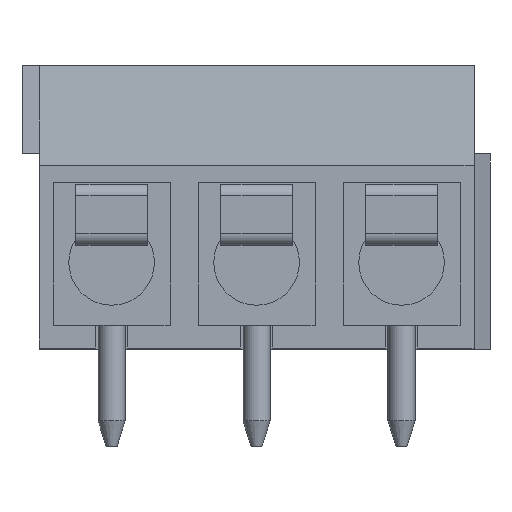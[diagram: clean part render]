
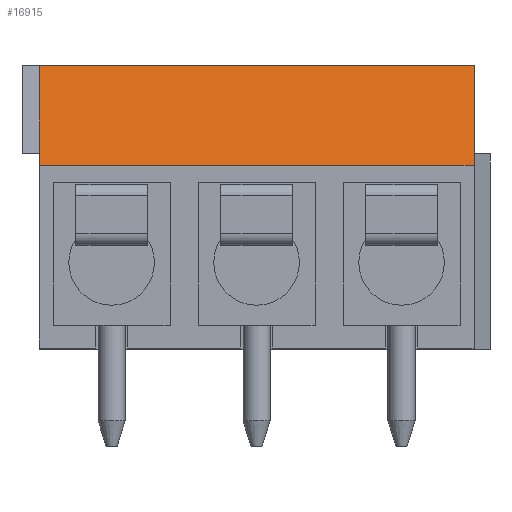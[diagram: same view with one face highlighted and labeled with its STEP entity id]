
A CAD part, front view. The second image highlights one B-rep face of the part: STEP entity #16915.
In plain terms, the highlighted planar face has unit normal (0, -0.979, 0.206).
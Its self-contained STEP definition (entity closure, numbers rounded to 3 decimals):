
#948 = PLANE('',#949);
#949 = AXIS2_PLACEMENT_3D('',#950,#951,#952);
#950 = CARTESIAN_POINT('',(-7.62,-2.564,9.95));
#951 = DIRECTION('',(0.,0.,1.));
#952 = DIRECTION('',(0.,-1.,0.));
#11659 = PLANE('',#11660);
#11660 = AXIS2_PLACEMENT_3D('',#11661,#11662,#11663);
#11661 = CARTESIAN_POINT('',(-7.62,-3.3,0.05));
#11662 = DIRECTION('',(0.,-1.,0.));
#11663 = DIRECTION('',(0.,0.,-1.));
#12597 = VERTEX_POINT('',#12598);
#12598 = CARTESIAN_POINT('',(7.62,-3.3,6.45));
#12612 = PLANE('',#12613);
#12613 = AXIS2_PLACEMENT_3D('',#12614,#12615,#12616);
#12614 = CARTESIAN_POINT('',(7.62,0.382,4.679));
#12615 = DIRECTION('',(1.,0.,0.));
#12616 = DIRECTION('',(0.,1.,0.));
#12624 = EDGE_CURVE('',#12625,#12597,#12627,.T.);
#12625 = VERTEX_POINT('',#12626);
#12626 = CARTESIAN_POINT('',(-7.62,-3.3,6.45));
#12627 = SURFACE_CURVE('',#12628,(#12632,#12639),.PCURVE_S1.);
#12628 = LINE('',#12629,#12630);
#12629 = CARTESIAN_POINT('',(-7.62,-3.3,6.45));
#12630 = VECTOR('',#12631,1.);
#12631 = DIRECTION('',(1.,0.,0.));
#12632 = PCURVE('',#11659,#12633);
#12633 = DEFINITIONAL_REPRESENTATION('',(#12634),#12638);
#12634 = LINE('',#12635,#12636);
#12635 = CARTESIAN_POINT('',(-6.4,0.));
#12636 = VECTOR('',#12637,1.);
#12637 = DIRECTION('',(0.,1.));
#12638 = ( GEOMETRIC_REPRESENTATION_CONTEXT(2) 
PARAMETRIC_REPRESENTATION_CONTEXT() REPRESENTATION_CONTEXT('2D SPACE',''
  ) );
#12639 = PCURVE('',#12640,#12645);
#12640 = PLANE('',#12641);
#12641 = AXIS2_PLACEMENT_3D('',#12642,#12643,#12644);
#12642 = CARTESIAN_POINT('',(-7.62,-3.3,6.45));
#12643 = DIRECTION('',(0.,-0.979,0.206)
  );
#12644 = DIRECTION('',(0.,-0.206,-0.979
    ));
#12645 = DEFINITIONAL_REPRESENTATION('',(#12646),#12650);
#12646 = LINE('',#12647,#12648);
#12647 = CARTESIAN_POINT('',(0.,0.));
#12648 = VECTOR('',#12649,1.);
#12649 = DIRECTION('',(0.,1.));
#12650 = ( GEOMETRIC_REPRESENTATION_CONTEXT(2) 
PARAMETRIC_REPRESENTATION_CONTEXT() REPRESENTATION_CONTEXT('2D SPACE',''
  ) );
#12668 = PLANE('',#12669);
#12669 = AXIS2_PLACEMENT_3D('',#12670,#12671,#12672);
#12670 = CARTESIAN_POINT('',(-7.62,0.382,4.679));
#12671 = DIRECTION('',(1.,0.,0.));
#12672 = DIRECTION('',(0.,1.,0.));
#15888 = VERTEX_POINT('',#15889);
#15889 = CARTESIAN_POINT('',(-7.62,-2.564,9.95));
#15910 = EDGE_CURVE('',#15888,#15911,#15913,.T.);
#15911 = VERTEX_POINT('',#15912);
#15912 = CARTESIAN_POINT('',(7.62,-2.564,9.95));
#15913 = SURFACE_CURVE('',#15914,(#15918,#15925),.PCURVE_S1.);
#15914 = LINE('',#15915,#15916);
#15915 = CARTESIAN_POINT('',(-7.62,-2.564,9.95));
#15916 = VECTOR('',#15917,1.);
#15917 = DIRECTION('',(1.,0.,0.));
#15918 = PCURVE('',#948,#15919);
#15919 = DEFINITIONAL_REPRESENTATION('',(#15920),#15924);
#15920 = LINE('',#15921,#15922);
#15921 = CARTESIAN_POINT('',(0.,0.));
#15922 = VECTOR('',#15923,1.);
#15923 = DIRECTION('',(0.,1.));
#15924 = ( GEOMETRIC_REPRESENTATION_CONTEXT(2) 
PARAMETRIC_REPRESENTATION_CONTEXT() REPRESENTATION_CONTEXT('2D SPACE',''
  ) );
#15925 = PCURVE('',#12640,#15926);
#15926 = DEFINITIONAL_REPRESENTATION('',(#15927),#15931);
#15927 = LINE('',#15928,#15929);
#15928 = CARTESIAN_POINT('',(-3.577,0.));
#15929 = VECTOR('',#15930,1.);
#15930 = DIRECTION('',(0.,1.));
#15931 = ( GEOMETRIC_REPRESENTATION_CONTEXT(2) 
PARAMETRIC_REPRESENTATION_CONTEXT() REPRESENTATION_CONTEXT('2D SPACE',''
  ) );
#15962 = EDGE_CURVE('',#12597,#15911,#15963,.T.);
#15963 = SURFACE_CURVE('',#15964,(#15968,#15975),.PCURVE_S1.);
#15964 = LINE('',#15965,#15966);
#15965 = CARTESIAN_POINT('',(7.62,-2.564,9.95));
#15966 = VECTOR('',#15967,1.);
#15967 = DIRECTION('',(0.,0.206,0.979));
#15968 = PCURVE('',#12612,#15969);
#15969 = DEFINITIONAL_REPRESENTATION('',(#15970),#15974);
#15970 = LINE('',#15971,#15972);
#15971 = CARTESIAN_POINT('',(-2.946,5.271));
#15972 = VECTOR('',#15973,1.);
#15973 = DIRECTION('',(0.206,0.979));
#15974 = ( GEOMETRIC_REPRESENTATION_CONTEXT(2) 
PARAMETRIC_REPRESENTATION_CONTEXT() REPRESENTATION_CONTEXT('2D SPACE',''
  ) );
#15975 = PCURVE('',#12640,#15976);
#15976 = DEFINITIONAL_REPRESENTATION('',(#15977),#15981);
#15977 = LINE('',#15978,#15979);
#15978 = CARTESIAN_POINT('',(-3.577,15.24));
#15979 = VECTOR('',#15980,1.);
#15980 = DIRECTION('',(-1.,0.));
#15981 = ( GEOMETRIC_REPRESENTATION_CONTEXT(2) 
PARAMETRIC_REPRESENTATION_CONTEXT() REPRESENTATION_CONTEXT('2D SPACE',''
  ) );
#16915 = ADVANCED_FACE('',(#16916),#12640,.T.);
#16916 = FACE_BOUND('',#16917,.T.);
#16917 = EDGE_LOOP('',(#16918,#16919,#16920,#16941));
#16918 = ORIENTED_EDGE('',*,*,#15962,.T.);
#16919 = ORIENTED_EDGE('',*,*,#15910,.F.);
#16920 = ORIENTED_EDGE('',*,*,#16921,.T.);
#16921 = EDGE_CURVE('',#15888,#12625,#16922,.T.);
#16922 = SURFACE_CURVE('',#16923,(#16927,#16934),.PCURVE_S1.);
#16923 = LINE('',#16924,#16925);
#16924 = CARTESIAN_POINT('',(-7.62,-2.564,9.95));
#16925 = VECTOR('',#16926,1.);
#16926 = DIRECTION('',(0.,-0.206,-0.979
    ));
#16927 = PCURVE('',#12640,#16928);
#16928 = DEFINITIONAL_REPRESENTATION('',(#16929),#16933);
#16929 = LINE('',#16930,#16931);
#16930 = CARTESIAN_POINT('',(-3.577,0.));
#16931 = VECTOR('',#16932,1.);
#16932 = DIRECTION('',(1.,0.));
#16933 = ( GEOMETRIC_REPRESENTATION_CONTEXT(2) 
PARAMETRIC_REPRESENTATION_CONTEXT() REPRESENTATION_CONTEXT('2D SPACE',''
  ) );
#16934 = PCURVE('',#12668,#16935);
#16935 = DEFINITIONAL_REPRESENTATION('',(#16936),#16940);
#16936 = LINE('',#16937,#16938);
#16937 = CARTESIAN_POINT('',(-2.946,5.271));
#16938 = VECTOR('',#16939,1.);
#16939 = DIRECTION('',(-0.206,-0.979));
#16940 = ( GEOMETRIC_REPRESENTATION_CONTEXT(2) 
PARAMETRIC_REPRESENTATION_CONTEXT() REPRESENTATION_CONTEXT('2D SPACE',''
  ) );
#16941 = ORIENTED_EDGE('',*,*,#12624,.T.);
